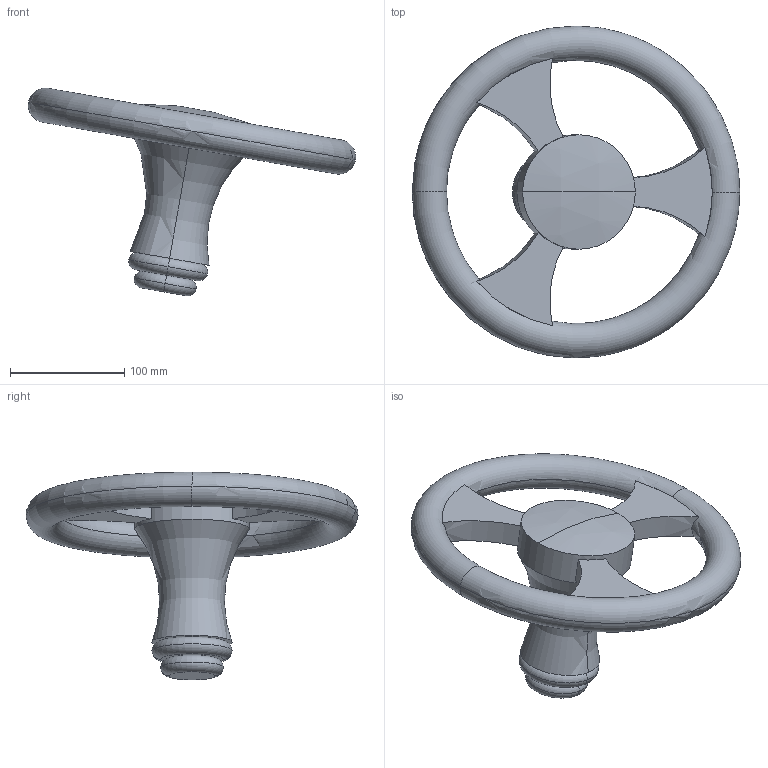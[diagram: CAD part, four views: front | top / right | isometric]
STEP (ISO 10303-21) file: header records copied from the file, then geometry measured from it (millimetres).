
FILE_DESCRIPTION( ( '' ), ' ' );
FILE_NAME( '5cb8f65d6580bb157e933423.step', '2019-04-18T22:12:46', ( '' ), ( '' ), ' ', ' ', ' ' );
FILE_SCHEMA( ( 'AUTOMOTIVE_DESIGN { 1 0 10303 214 1 1 1 1 }' ) );
Length unit declared in the file: metre
Products named in the file (1): Steering_Wheel
Bounding box: 286.05 x 290 x 181.52 mm (x, y, z)
Volume: 1428640.5 mm3; surface area: 148193.5 mm2
Topology: 1 solids, 1 shells, 35 faces, 98 edges, 64 vertices
Faces by surface type: torus 14, cylinder 10, plane 9, sphere 2
Full cylindrical faces by diameter (mm): 100 x1
Entity records: 1724 total; most frequent: CARTESIAN_POINT 477, DIRECTION 228, ORIENTED_EDGE 192, AXIS2_PLACEMENT_3D 108, EDGE_CURVE 96, CIRCLE 72, VERTEX_POINT 63, EDGE_LOOP 41
